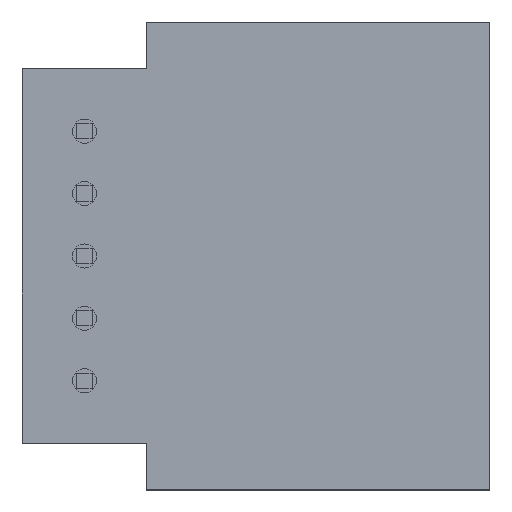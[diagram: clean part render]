
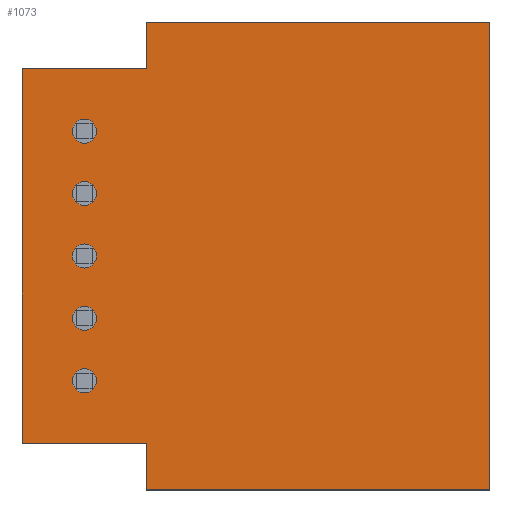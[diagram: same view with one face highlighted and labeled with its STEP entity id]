
A CAD part, top view. The second image highlights one B-rep face of the part: STEP entity #1073.
In plain terms, the highlighted planar face has unit normal (0, 0, 1).
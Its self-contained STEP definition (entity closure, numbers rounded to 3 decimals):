
#406 = VERTEX_POINT('',#407);
#407 = CARTESIAN_POINT('',(-2.5,2.545,4.6));
#413 = EDGE_CURVE('',#406,#414,#416,.T.);
#414 = VERTEX_POINT('',#415);
#415 = CARTESIAN_POINT('',(2.58,2.545,4.6));
#416 = LINE('',#417,#418);
#417 = CARTESIAN_POINT('',(-2.5,2.545,4.6));
#418 = VECTOR('',#419,1.);
#419 = DIRECTION('',(1.,0.,0.));
#437 = VERTEX_POINT('',#438);
#438 = CARTESIAN_POINT('',(-2.5,-12.695,4.6));
#444 = EDGE_CURVE('',#437,#406,#445,.T.);
#445 = LINE('',#446,#447);
#446 = CARTESIAN_POINT('',(-2.5,-12.695,4.6));
#447 = VECTOR('',#448,1.);
#448 = DIRECTION('',(0.,1.,0.));
#461 = EDGE_CURVE('',#414,#462,#464,.T.);
#462 = VERTEX_POINT('',#463);
#463 = CARTESIAN_POINT('',(2.58,4.45,4.6));
#464 = LINE('',#465,#466);
#465 = CARTESIAN_POINT('',(2.58,2.545,4.6));
#466 = VECTOR('',#467,1.);
#467 = DIRECTION('',(0.,1.,0.));
#485 = VERTEX_POINT('',#486);
#486 = CARTESIAN_POINT('',(2.58,-12.695,4.6));
#492 = EDGE_CURVE('',#485,#437,#493,.T.);
#493 = LINE('',#494,#495);
#494 = CARTESIAN_POINT('',(2.58,-12.695,4.6));
#495 = VECTOR('',#496,1.);
#496 = DIRECTION('',(-1.,0.,0.));
#509 = EDGE_CURVE('',#462,#510,#512,.T.);
#510 = VERTEX_POINT('',#511);
#511 = CARTESIAN_POINT('',(16.55,4.45,4.6));
#512 = LINE('',#513,#514);
#513 = CARTESIAN_POINT('',(2.58,4.45,4.6));
#514 = VECTOR('',#515,1.);
#515 = DIRECTION('',(1.,0.,0.));
#533 = VERTEX_POINT('',#534);
#534 = CARTESIAN_POINT('',(2.58,-14.6,4.6));
#540 = EDGE_CURVE('',#533,#485,#541,.T.);
#541 = LINE('',#542,#543);
#542 = CARTESIAN_POINT('',(2.58,-14.6,4.6));
#543 = VECTOR('',#544,1.);
#544 = DIRECTION('',(0.,1.,0.));
#557 = EDGE_CURVE('',#510,#558,#560,.T.);
#558 = VERTEX_POINT('',#559);
#559 = CARTESIAN_POINT('',(16.55,-14.6,4.6));
#560 = LINE('',#561,#562);
#561 = CARTESIAN_POINT('',(16.55,4.45,4.6));
#562 = VECTOR('',#563,1.);
#563 = DIRECTION('',(0.,-1.,0.));
#581 = EDGE_CURVE('',#558,#533,#582,.T.);
#582 = LINE('',#583,#584);
#583 = CARTESIAN_POINT('',(16.55,-14.6,4.6));
#584 = VECTOR('',#585,1.);
#585 = DIRECTION('',(-1.,0.,0.));
#1073 = ADVANCED_FACE('',(#1074,#1084,#1095,#1106,#1117,#1128),#1139,.F.
  );
#1074 = FACE_BOUND('',#1075,.F.);
#1075 = EDGE_LOOP('',(#1076,#1077,#1078,#1079,#1080,#1081,#1082,#1083));
#1076 = ORIENTED_EDGE('',*,*,#413,.T.);
#1077 = ORIENTED_EDGE('',*,*,#461,.T.);
#1078 = ORIENTED_EDGE('',*,*,#509,.T.);
#1079 = ORIENTED_EDGE('',*,*,#557,.T.);
#1080 = ORIENTED_EDGE('',*,*,#581,.T.);
#1081 = ORIENTED_EDGE('',*,*,#540,.T.);
#1082 = ORIENTED_EDGE('',*,*,#492,.T.);
#1083 = ORIENTED_EDGE('',*,*,#444,.T.);
#1084 = FACE_BOUND('',#1085,.F.);
#1085 = EDGE_LOOP('',(#1086));
#1086 = ORIENTED_EDGE('',*,*,#1087,.T.);
#1087 = EDGE_CURVE('',#1088,#1088,#1090,.T.);
#1088 = VERTEX_POINT('',#1089);
#1089 = CARTESIAN_POINT('',(0.04,-10.645,4.6));
#1090 = CIRCLE('',#1091,0.49);
#1091 = AXIS2_PLACEMENT_3D('',#1092,#1093,#1094);
#1092 = CARTESIAN_POINT('',(0.04,-10.155,4.6));
#1093 = DIRECTION('',(0.,0.,1.));
#1094 = DIRECTION('',(0.,-1.,0.));
#1095 = FACE_BOUND('',#1096,.F.);
#1096 = EDGE_LOOP('',(#1097));
#1097 = ORIENTED_EDGE('',*,*,#1098,.T.);
#1098 = EDGE_CURVE('',#1099,#1099,#1101,.T.);
#1099 = VERTEX_POINT('',#1100);
#1100 = CARTESIAN_POINT('',(0.04,-8.105,4.6));
#1101 = CIRCLE('',#1102,0.49);
#1102 = AXIS2_PLACEMENT_3D('',#1103,#1104,#1105);
#1103 = CARTESIAN_POINT('',(0.04,-7.615,4.6));
#1104 = DIRECTION('',(0.,0.,1.));
#1105 = DIRECTION('',(0.,-1.,0.));
#1106 = FACE_BOUND('',#1107,.F.);
#1107 = EDGE_LOOP('',(#1108));
#1108 = ORIENTED_EDGE('',*,*,#1109,.T.);
#1109 = EDGE_CURVE('',#1110,#1110,#1112,.T.);
#1110 = VERTEX_POINT('',#1111);
#1111 = CARTESIAN_POINT('',(0.04,-5.565,4.6));
#1112 = CIRCLE('',#1113,0.49);
#1113 = AXIS2_PLACEMENT_3D('',#1114,#1115,#1116);
#1114 = CARTESIAN_POINT('',(0.04,-5.075,4.6));
#1115 = DIRECTION('',(0.,0.,1.));
#1116 = DIRECTION('',(0.,-1.,0.));
#1117 = FACE_BOUND('',#1118,.F.);
#1118 = EDGE_LOOP('',(#1119));
#1119 = ORIENTED_EDGE('',*,*,#1120,.T.);
#1120 = EDGE_CURVE('',#1121,#1121,#1123,.T.);
#1121 = VERTEX_POINT('',#1122);
#1122 = CARTESIAN_POINT('',(0.04,-3.025,4.6));
#1123 = CIRCLE('',#1124,0.49);
#1124 = AXIS2_PLACEMENT_3D('',#1125,#1126,#1127);
#1125 = CARTESIAN_POINT('',(0.04,-2.535,4.6));
#1126 = DIRECTION('',(0.,0.,1.));
#1127 = DIRECTION('',(0.,-1.,0.));
#1128 = FACE_BOUND('',#1129,.F.);
#1129 = EDGE_LOOP('',(#1130));
#1130 = ORIENTED_EDGE('',*,*,#1131,.T.);
#1131 = EDGE_CURVE('',#1132,#1132,#1134,.T.);
#1132 = VERTEX_POINT('',#1133);
#1133 = CARTESIAN_POINT('',(0.04,-0.485,4.6));
#1134 = CIRCLE('',#1135,0.49);
#1135 = AXIS2_PLACEMENT_3D('',#1136,#1137,#1138);
#1136 = CARTESIAN_POINT('',(0.04,0.005,4.6));
#1137 = DIRECTION('',(0.,0.,1.));
#1138 = DIRECTION('',(0.,-1.,0.));
#1139 = PLANE('',#1140);
#1140 = AXIS2_PLACEMENT_3D('',#1141,#1142,#1143);
#1141 = CARTESIAN_POINT('',(7.279,-5.075,4.6));
#1142 = DIRECTION('',(0.,0.,-1.));
#1143 = DIRECTION('',(0.,1.,0.));
